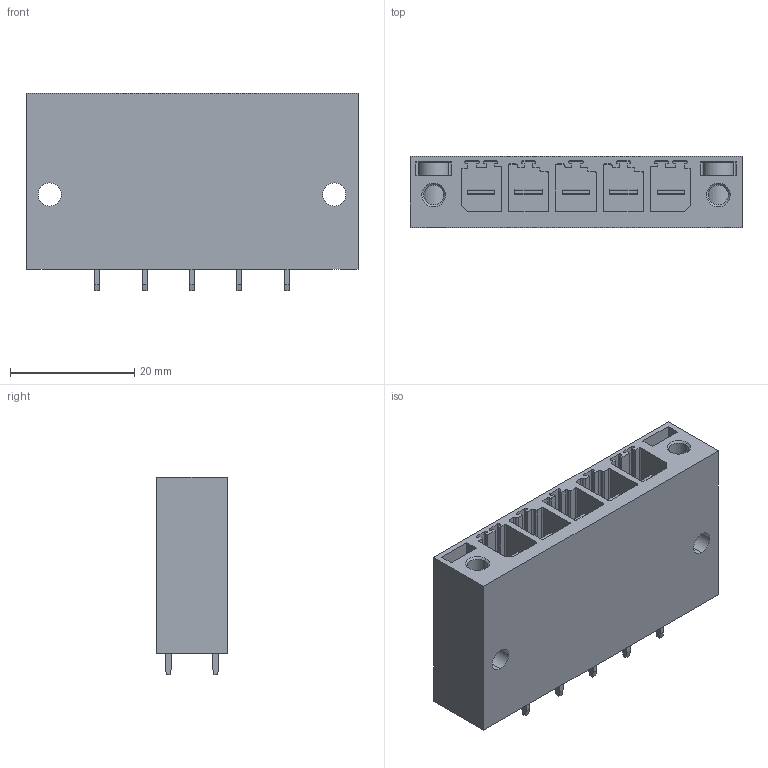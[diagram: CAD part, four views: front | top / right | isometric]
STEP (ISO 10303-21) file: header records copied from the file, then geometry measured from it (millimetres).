
FILE_DESCRIPTION(('CATIA V5 STEP Exchange','CAx-IF Rec.Pracs.--- Model Styling and Organization---1.2---2011-12-15'),'2;1');
FILE_NAME ('D1459412_0_1930740000_1930740000.stp','2018-11-29T04:01:45+00:00',('none'),('Weidmueller'),'CATIA Version 5-6 Release 2014','CATIA V5 STEP AP214','none');
FILE_SCHEMA(('AUTOMOTIVE_DESIGN { 1 0 10303 214 1 1 1 1 }'));
Length unit declared in the file: millimetre
Products named in the file (1): 1930740000
Bounding box: 53.34 x 11.4 x 31.8 mm (x, y, z)
Volume: 11818.2 mm3; surface area: 11533.5 mm2
Topology: 6 solids, 6 shells, 427 faces, 1219 edges, 808 vertices
Faces by surface type: plane 347, cylinder 76, cone 4
Entity records: 11209 total; most frequent: ORIENTED_EDGE 2438, CARTESIAN_POINT 1845, DIRECTION 1368, EDGE_CURVE 1014, VECTOR 868, LINE 868, VERTEX_POINT 653, EDGE_LOOP 463
